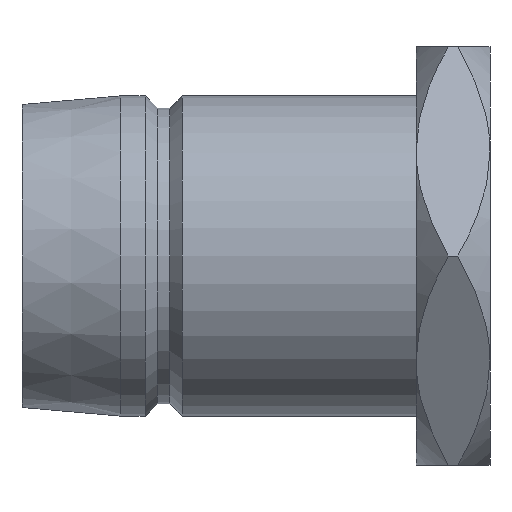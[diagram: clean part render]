
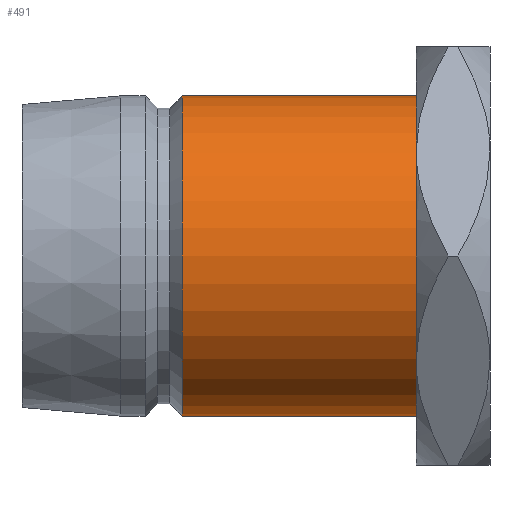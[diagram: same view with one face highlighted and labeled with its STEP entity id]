
A CAD part, front view. The second image highlights one B-rep face of the part: STEP entity #491.
In plain terms, the highlighted cylindrical face has radius 6.5 mm (diameter 13 mm), a partial arc.
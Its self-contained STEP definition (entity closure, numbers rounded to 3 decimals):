
#5 = ORIENTED_EDGE ( 'NONE', *, *, #703, .T. ) ;
#11 = CARTESIAN_POINT ( 'NONE',  ( 0., 0., 0. ) ) ;
#20 = VECTOR ( 'NONE', #850, 1000. ) ;
#64 = DIRECTION ( 'NONE',  ( -1., 0., 0. ) ) ;
#95 = FACE_OUTER_BOUND ( 'NONE', #670, .T. ) ;
#113 = VERTEX_POINT ( 'NONE', #490 ) ;
#141 = VECTOR ( 'NONE', #781, 1000. ) ;
#167 = DIRECTION ( 'NONE',  ( 0., 0., 1. ) ) ;
#185 = EDGE_CURVE ( 'NONE', #681, #524, #515, .T. ) ;
#222 = CARTESIAN_POINT ( 'NONE',  ( 16., 0., 0. ) ) ;
#226 = LINE ( 'NONE', #655, #20 ) ;
#229 = ORIENTED_EDGE ( 'NONE', *, *, #333, .F. ) ;
#274 = AXIS2_PLACEMENT_3D ( 'NONE', #222, #64, #648 ) ;
#333 = EDGE_CURVE ( 'NONE', #524, #796, #357, .T. ) ;
#353 = CYLINDRICAL_SURFACE ( 'NONE', #750, 6.5 ) ;
#357 = CIRCLE ( 'NONE', #426, 6.5 ) ;
#426 = AXIS2_PLACEMENT_3D ( 'NONE', #944, #762, #167 ) ;
#490 = CARTESIAN_POINT ( 'NONE',  ( 16., 0., 6.5 ) ) ;
#491 = ADVANCED_FACE ( 'NONE', ( #95 ), #353, .T. ) ;
#492 = CARTESIAN_POINT ( 'NONE',  ( 16., 0., -6.5 ) ) ;
#515 = LINE ( 'NONE', #695, #141 ) ;
#524 = VERTEX_POINT ( 'NONE', #537 ) ;
#537 = CARTESIAN_POINT ( 'NONE',  ( 6.5, 0., -6.5 ) ) ;
#634 = ORIENTED_EDGE ( 'NONE', *, *, #1071, .T. ) ;
#648 = DIRECTION ( 'NONE',  ( 0., 0., 1. ) ) ;
#655 = CARTESIAN_POINT ( 'NONE',  ( 0., 0., 6.5 ) ) ;
#670 = EDGE_LOOP ( 'NONE', ( #897, #634, #5, #229 ) ) ;
#681 = VERTEX_POINT ( 'NONE', #492 ) ;
#682 = CARTESIAN_POINT ( 'NONE',  ( 6.5, 0., 6.5 ) ) ;
#685 = DIRECTION ( 'NONE',  ( 0., 0., 1. ) ) ;
#695 = CARTESIAN_POINT ( 'NONE',  ( 0., 0., -6.5 ) ) ;
#703 = EDGE_CURVE ( 'NONE', #113, #796, #226, .T. ) ;
#750 = AXIS2_PLACEMENT_3D ( 'NONE', #11, #1037, #685 ) ;
#762 = DIRECTION ( 'NONE',  ( -1., 0., 0. ) ) ;
#781 = DIRECTION ( 'NONE',  ( -1., 0., 0. ) ) ;
#796 = VERTEX_POINT ( 'NONE', #682 ) ;
#850 = DIRECTION ( 'NONE',  ( -1., 0., 0. ) ) ;
#897 = ORIENTED_EDGE ( 'NONE', *, *, #185, .F. ) ;
#944 = CARTESIAN_POINT ( 'NONE',  ( 6.5, 0., 0. ) ) ;
#1037 = DIRECTION ( 'NONE',  ( -1., 0., 0. ) ) ;
#1042 = CIRCLE ( 'NONE', #274, 6.5 ) ;
#1071 = EDGE_CURVE ( 'NONE', #681, #113, #1042, .T. ) ;
